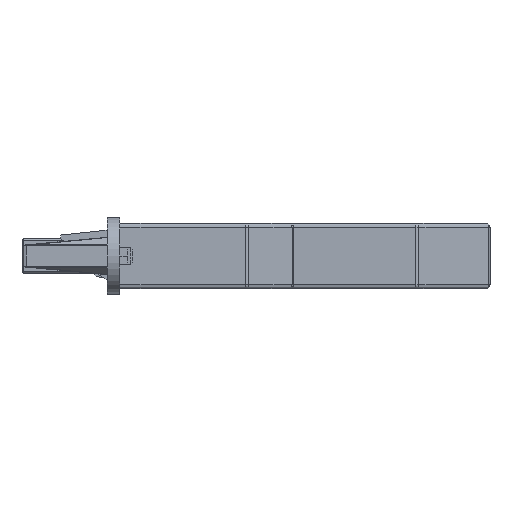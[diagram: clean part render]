
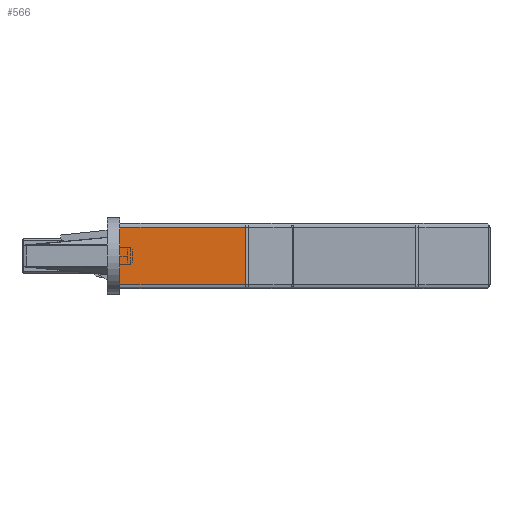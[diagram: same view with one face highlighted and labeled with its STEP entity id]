
A CAD part, front view. The second image highlights one B-rep face of the part: STEP entity #566.
In plain terms, the highlighted planar face has unit normal (0, -1, 0).
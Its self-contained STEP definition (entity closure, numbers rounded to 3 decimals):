
#566 = ADVANCED_FACE ( 'NONE', ( #8460 ), #8713, .F. ) ;
#892 = VERTEX_POINT ( 'NONE', #20608 ) ;
#1993 = CARTESIAN_POINT ( 'NONE',  ( -13.5, -33.75, -2.25 ) ) ;
#3088 = AXIS2_PLACEMENT_3D ( 'NONE', #15990, #23252, #21344 ) ;
#3213 = CARTESIAN_POINT ( 'NONE',  ( 16.086, -33.75, -2.25 ) ) ;
#4815 = CARTESIAN_POINT ( 'NONE',  ( -13.5, -33.75, 12.25 ) ) ;
#4896 = VECTOR ( 'NONE', #12523, 1000. ) ;
#5025 = EDGE_LOOP ( 'NONE', ( #16776, #11143, #6230, #18986 ) ) ;
#5768 = CARTESIAN_POINT ( 'NONE',  ( 16.086, -33.75, 12.25 ) ) ;
#5911 = EDGE_CURVE ( 'NONE', #21887, #892, #9192, .T. ) ;
#6230 = ORIENTED_EDGE ( 'NONE', *, *, #19469, .T. ) ;
#8460 = FACE_OUTER_BOUND ( 'NONE', #5025, .T. ) ;
#8619 = VERTEX_POINT ( 'NONE', #3213 ) ;
#8713 = PLANE ( 'NONE',  #3088 ) ;
#8754 = LINE ( 'NONE', #12435, #18134 ) ;
#9192 = LINE ( 'NONE', #18121, #4896 ) ;
#11143 = ORIENTED_EDGE ( 'NONE', *, *, #5911, .T. ) ;
#11953 = LINE ( 'NONE', #4815, #20042 ) ;
#12271 = VERTEX_POINT ( 'NONE', #1993 ) ;
#12435 = CARTESIAN_POINT ( 'NONE',  ( 27.3, -33.75, -2.25 ) ) ;
#12523 = DIRECTION ( 'NONE',  ( -1., 0., 0. ) ) ;
#12673 = DIRECTION ( 'NONE',  ( 0., 0., 1. ) ) ;
#12735 = VECTOR ( 'NONE', #12673, 1000. ) ;
#13987 = DIRECTION ( 'NONE',  ( 0., 0., -1. ) ) ;
#14474 = LINE ( 'NONE', #5768, #12735 ) ;
#15990 = CARTESIAN_POINT ( 'NONE',  ( 27.3, -33.75, 12.25 ) ) ;
#16202 = CARTESIAN_POINT ( 'NONE',  ( 16.086, -33.75, 11.25 ) ) ;
#16776 = ORIENTED_EDGE ( 'NONE', *, *, #22300, .T. ) ;
#18121 = CARTESIAN_POINT ( 'NONE',  ( 27.3, -33.75, 11.25 ) ) ;
#18134 = VECTOR ( 'NONE', #19714, 1000. ) ;
#18986 = ORIENTED_EDGE ( 'NONE', *, *, #19472, .T. ) ;
#19469 = EDGE_CURVE ( 'NONE', #892, #12271, #11953, .T. ) ;
#19472 = EDGE_CURVE ( 'NONE', #12271, #8619, #8754, .T. ) ;
#19714 = DIRECTION ( 'NONE',  ( 1., 0., 0. ) ) ;
#20042 = VECTOR ( 'NONE', #13987, 1000. ) ;
#20608 = CARTESIAN_POINT ( 'NONE',  ( -13.5, -33.75, 11.25 ) ) ;
#21344 = DIRECTION ( 'NONE',  ( -1., 0., 0. ) ) ;
#21887 = VERTEX_POINT ( 'NONE', #16202 ) ;
#22300 = EDGE_CURVE ( 'NONE', #8619, #21887, #14474, .T. ) ;
#23252 = DIRECTION ( 'NONE',  ( 0., 1., 0. ) ) ;
